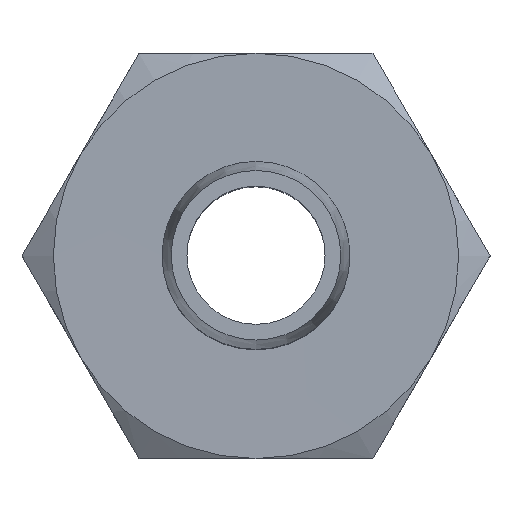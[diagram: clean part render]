
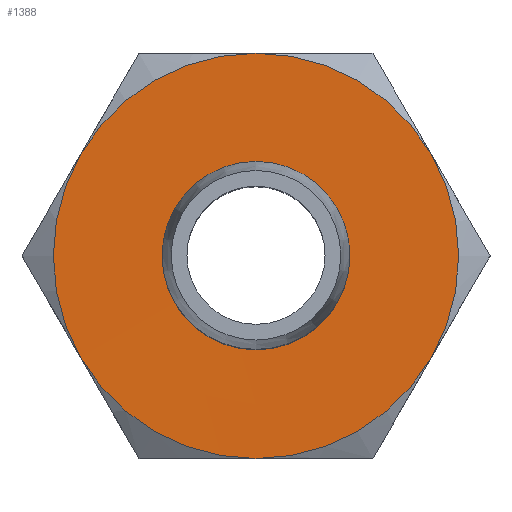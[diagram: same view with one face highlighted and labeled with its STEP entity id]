
A CAD part, top view. The second image highlights one B-rep face of the part: STEP entity #1388.
In plain terms, the highlighted conical face has half-angle 89.94 degrees and reference radius 11 mm.
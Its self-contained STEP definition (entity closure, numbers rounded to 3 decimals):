
#753=ORIENTED_EDGE('',*,*,#922,.T.);
#754=ORIENTED_EDGE('',*,*,#923,.F.);
#755=ORIENTED_EDGE('',*,*,#924,.F.);
#756=ORIENTED_EDGE('',*,*,#925,.F.);
#757=ORIENTED_EDGE('',*,*,#926,.F.);
#758=ORIENTED_EDGE('',*,*,#921,.F.);
#759=ORIENTED_EDGE('',*,*,#927,.F.);
#817=CIRCLE('',#1303,11.);
#818=CIRCLE('',#1305,5.1);
#819=CIRCLE('',#1306,11.);
#820=CIRCLE('',#1307,11.);
#821=CIRCLE('',#1308,11.);
#822=CIRCLE('',#1309,11.);
#823=CIRCLE('',#1310,11.);
#850=VERTEX_POINT('',#1439);
#855=VERTEX_POINT('',#1451);
#858=VERTEX_POINT('',#1461);
#861=VERTEX_POINT('',#1471);
#864=VERTEX_POINT('',#1481);
#865=VERTEX_POINT('',#1488);
#866=VERTEX_POINT('',#1495);
#921=EDGE_CURVE('',#865,#850,#817,.T.);
#922=EDGE_CURVE('',#866,#866,#818,.T.);
#923=EDGE_CURVE('',#861,#864,#819,.T.);
#924=EDGE_CURVE('',#858,#861,#820,.T.);
#925=EDGE_CURVE('',#855,#858,#821,.T.);
#926=EDGE_CURVE('',#850,#855,#822,.T.);
#927=EDGE_CURVE('',#864,#865,#823,.T.);
#961=EDGE_LOOP('',(#753));
#962=EDGE_LOOP('',(#754,#755,#756,#757,#758,#759));
#1019=FACE_BOUND('',#961,.F.);
#1020=FACE_BOUND('',#962,.F.);
#1160=DIRECTION('',(0.,1.,0.));
#1161=DIRECTION('',(-5.5,0.,9.526));
#1162=DIRECTION('',(0.,1.,0.));
#1163=DIRECTION('',(1.,0.,0.));
#1164=DIRECTION('',(0.,1.,0.));
#1165=DIRECTION('',(5.1,0.,0.));
#1166=DIRECTION('',(0.,1.,0.));
#1167=DIRECTION('',(-5.5,0.,-9.526));
#1168=DIRECTION('',(0.,1.,0.));
#1169=DIRECTION('',(5.5,0.,-9.526));
#1170=DIRECTION('',(0.,1.,0.));
#1171=DIRECTION('',(11.,0.,0.));
#1172=DIRECTION('',(0.,1.,0.));
#1173=DIRECTION('',(5.5,0.,9.526));
#1174=DIRECTION('',(0.,1.,0.));
#1175=DIRECTION('',(-11.,0.,0.));
#1303=AXIS2_PLACEMENT_3D('',#1493,#1160,#1161);
#1304=AXIS2_PLACEMENT_3D('',#1494,#1162,#1163);
#1305=AXIS2_PLACEMENT_3D('',#1496,#1164,#1165);
#1306=AXIS2_PLACEMENT_3D('',#1497,#1166,#1167);
#1307=AXIS2_PLACEMENT_3D('',#1498,#1168,#1169);
#1308=AXIS2_PLACEMENT_3D('',#1499,#1170,#1171);
#1309=AXIS2_PLACEMENT_3D('',#1500,#1172,#1173);
#1310=AXIS2_PLACEMENT_3D('',#1501,#1174,#1175);
#1359=CONICAL_SURFACE('',#1304,11.,89.94);
#1388=ADVANCED_FACE('',(#1019,#1020),#1359,.F.);
#1439=CARTESIAN_POINT('',(140.32,66.018,9.526));
#1451=CARTESIAN_POINT('',(145.82,66.018,0.));
#1461=CARTESIAN_POINT('',(140.32,66.018,-9.526));
#1471=CARTESIAN_POINT('',(129.32,66.018,-9.526));
#1481=CARTESIAN_POINT('',(123.82,66.018,0.));
#1488=CARTESIAN_POINT('',(129.32,66.018,9.526));
#1493=CARTESIAN_POINT('',(134.82,66.018,0.));
#1494=CARTESIAN_POINT('',(134.82,66.018,0.));
#1495=CARTESIAN_POINT('',(139.92,66.012,0.));
#1496=CARTESIAN_POINT('',(134.82,66.012,0.));
#1497=CARTESIAN_POINT('',(134.82,66.018,0.));
#1498=CARTESIAN_POINT('',(134.82,66.018,0.));
#1499=CARTESIAN_POINT('',(134.82,66.018,0.));
#1500=CARTESIAN_POINT('',(134.82,66.018,0.));
#1501=CARTESIAN_POINT('',(134.82,66.018,0.));
